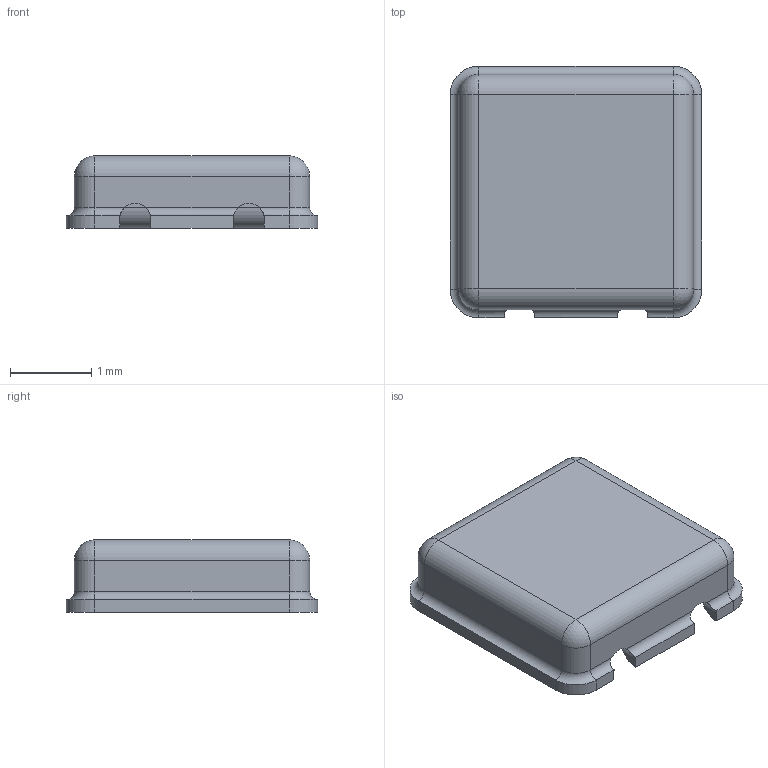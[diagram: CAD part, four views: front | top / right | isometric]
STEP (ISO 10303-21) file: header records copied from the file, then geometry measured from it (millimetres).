
FILE_DESCRIPTION(/* description */ ('Unknown'),/* implementation_level */ '2;1');
FILE_NAME(/* name */ 'H_Wurth_WE-SHC-ONE-PIECE_3690103020',/* time_stamp */ '2025-07-03T15:56:26+08:00',/* author */ ('Unknown'),/* organization */ ('Unknown'),/* preprocessor_version */ 'ST-DEVELOPER v19.4',/* originating_system */ 'Solid Edge',/* authorisation */ 'Unknown');
FILE_SCHEMA (('AUTOMOTIVE_DESIGN {1 0 10303 214 3 1 1}'));
Length unit declared in the file: millimetre
Products named in the file (2): H_Wurth_WE-SHC-ONE-PIECE_3690103020
Assembly tree (1 placements, depth 2):
  H_Wurth_WE-SHC-ONE-PIECE_3690103020
    H_Wurth_WE-SHC-ONE-PIECE_3690103020
Bounding box: 3.1 x 3.1 x 0.89 mm (x, y, z)
Volume: 2.4 mm3; surface area: 33 mm2
Topology: 1 solids, 1 shells, 70 faces, 148 edges, 80 vertices
Faces by surface type: cylinder 34, plane 20, torus 8, sphere 8
Entity records: 2029 total; most frequent: CARTESIAN_POINT 464, DIRECTION 352, ORIENTED_EDGE 296, EDGE_CURVE 148, AXIS2_PLACEMENT_3D 140, VERTEX_POINT 80, LINE 72, VECTOR 72
